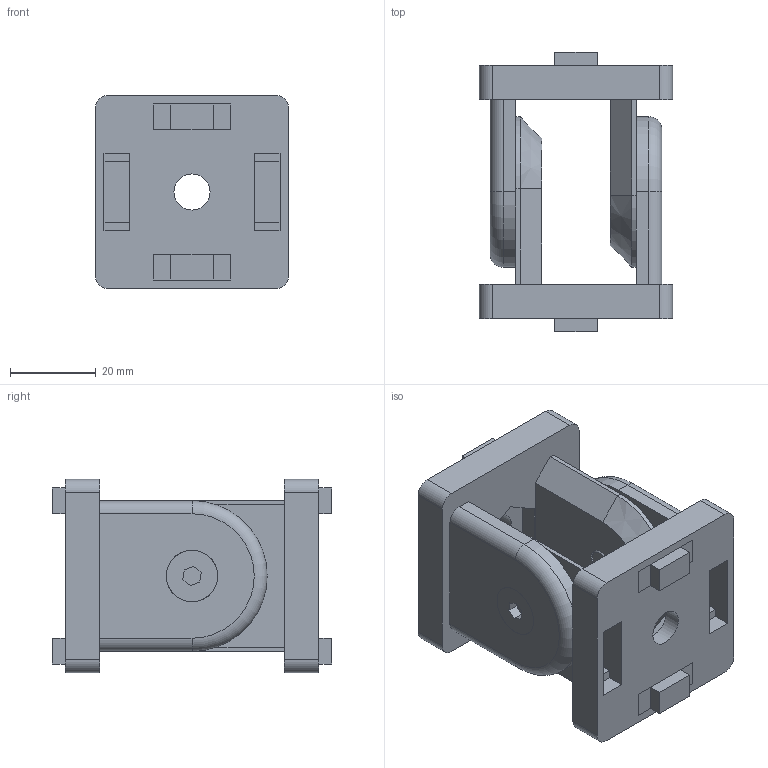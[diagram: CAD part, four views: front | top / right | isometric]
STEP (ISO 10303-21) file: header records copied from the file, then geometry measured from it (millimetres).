
FILE_DESCRIPTION((''),'2;1');
FILE_NAME('AR3422.stp','2016-12-21T08:48:14',('Envy'),(''),'Autodesk Inventor 2013','Autodesk Inventor 2013','');
FILE_SCHEMA(('AUTOMOTIVE_DESIGN { 1 0 10303 214 1 1 1 1 }'));
Length unit declared in the file: millimetre
Products named in the file (4): AR3422; AR3422 przegub 45 (połowa); AR3422 I; AR3422 II
Assembly tree (8 placements, depth 2):
  AR3422
    AR3422 przegub 45 (połowa)  x2
    AR3422 I  x2
    AR3422 II  x4
Bounding box: 45 x 65 x 45 mm (x, y, z)
Volume: 54046.9 mm3; surface area: 27647.6 mm2
Topology: 8 solids, 8 shells, 230 faces, 576 edges, 378 vertices
Faces by surface type: plane 192, cylinder 26, cone 8, torus 4
Full cylindrical faces by diameter (mm): 6 x6, 8.4 x2, 12 x2
Entity records: 3098 total; most frequent: CARTESIAN_POINT 521, DIRECTION 500, ORIENTED_EDGE 486, EDGE_CURVE 243, VECTOR 212, LINE 212, VERTEX_POINT 165, AXIS2_PLACEMENT_3D 144
